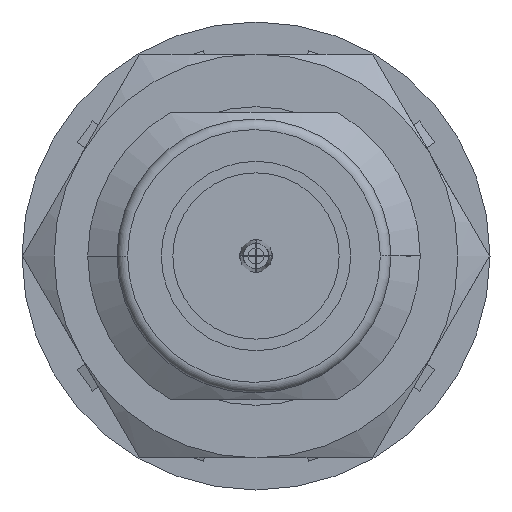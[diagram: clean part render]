
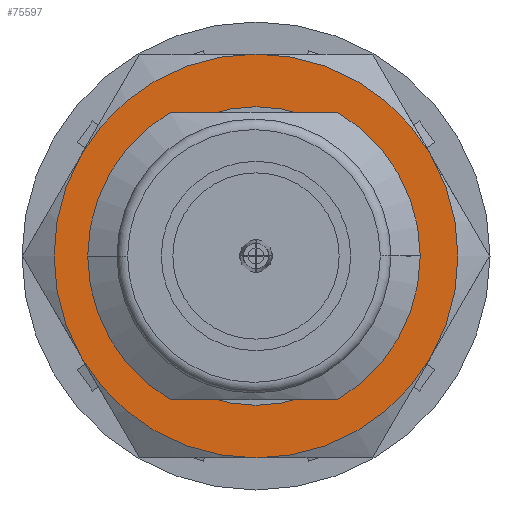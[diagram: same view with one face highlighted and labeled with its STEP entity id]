
A CAD part, left-side view. The second image highlights one B-rep face of the part: STEP entity #75597.
In plain terms, the highlighted planar face has unit normal (-1, 0, 0).
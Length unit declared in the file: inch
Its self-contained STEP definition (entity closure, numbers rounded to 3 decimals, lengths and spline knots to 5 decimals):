
#1138 = CIRCLE ( 'NONE', #4958, 0.37963 ) ;
#1661 = CARTESIAN_POINT ( 'NONE',  ( -0.10167, 0.28063, 0. ) ) ;
#4958 = AXIS2_PLACEMENT_3D ( 'NONE', #91503, #91171, #90494 ) ;
#5101 = CARTESIAN_POINT ( 'NONE',  ( -0.10167, -0.32877, -0.18982 ) ) ;
#6086 = ORIENTED_EDGE ( 'NONE', *, *, #43664, .T. ) ;
#7271 = VERTEX_POINT ( 'NONE', #46000 ) ;
#10548 = DIRECTION ( 'NONE',  ( 0., 0., 1. ) ) ;
#11021 = EDGE_CURVE ( 'NONE', #20412, #28817, #1138, .T. ) ;
#14707 = CARTESIAN_POINT ( 'NONE',  ( -0.10167, 0., -0.37963 ) ) ;
#16203 = AXIS2_PLACEMENT_3D ( 'NONE', #87516, #71782, #54185 ) ;
#18128 = DIRECTION ( 'NONE',  ( -1., 0., 0. ) ) ;
#19693 = CARTESIAN_POINT ( 'NONE',  ( -0.10167, 0., 0. ) ) ;
#19842 = EDGE_CURVE ( 'NONE', #7271, #50447, #71694, .T. ) ;
#20239 = CARTESIAN_POINT ( 'NONE',  ( -0.10167, 0., -0.28063 ) ) ;
#20412 = VERTEX_POINT ( 'NONE', #5101 ) ;
#21752 = VERTEX_POINT ( 'NONE', #93837 ) ;
#22574 = AXIS2_PLACEMENT_3D ( 'NONE', #1661, #18128, #10548 ) ;
#23597 = VERTEX_POINT ( 'NONE', #53145 ) ;
#24446 = ORIENTED_EDGE ( 'NONE', *, *, #31544, .T. ) ;
#25169 = EDGE_LOOP ( 'NONE', ( #54651, #85718 ) ) ;
#25263 = AXIS2_PLACEMENT_3D ( 'NONE', #54669, #70217, #101384 ) ;
#26370 = PLANE ( 'NONE',  #22574 ) ;
#28817 = VERTEX_POINT ( 'NONE', #41946 ) ;
#31139 = DIRECTION ( 'NONE',  ( 0., 0., -1. ) ) ;
#31544 = EDGE_CURVE ( 'NONE', #93314, #20412, #92880, .T. ) ;
#31913 = CIRCLE ( 'NONE', #25263, 0.37963 ) ;
#34784 = AXIS2_PLACEMENT_3D ( 'NONE', #78596, #54481, #71034 ) ;
#36287 = EDGE_LOOP ( 'NONE', ( #84308, #64573, #6086, #41180, #24446, #44049 ) ) ;
#37641 = DIRECTION ( 'NONE',  ( 0., 0., 1. ) ) ;
#38638 = CIRCLE ( 'NONE', #45320, 0.37963 ) ;
#41180 = ORIENTED_EDGE ( 'NONE', *, *, #60965, .T. ) ;
#41946 = CARTESIAN_POINT ( 'NONE',  ( -0.10167, -0.32877, 0.18982 ) ) ;
#43664 = EDGE_CURVE ( 'NONE', #21752, #89355, #78491, .T. ) ;
#44049 = ORIENTED_EDGE ( 'NONE', *, *, #11021, .T. ) ;
#45320 = AXIS2_PLACEMENT_3D ( 'NONE', #100483, #75505, #37641 ) ;
#46000 = CARTESIAN_POINT ( 'NONE',  ( -0.10167, 0., 0.28063 ) ) ;
#47747 = FACE_OUTER_BOUND ( 'NONE', #36287, .T. ) ;
#50053 = CIRCLE ( 'NONE', #16203, 0.28063 ) ;
#50447 = VERTEX_POINT ( 'NONE', #20239 ) ;
#53145 = CARTESIAN_POINT ( 'NONE',  ( -0.10167, 0., 0.37963 ) ) ;
#54185 = DIRECTION ( 'NONE',  ( 0., 0., -1. ) ) ;
#54481 = DIRECTION ( 'NONE',  ( -1., 0., 0. ) ) ;
#54490 = DIRECTION ( 'NONE',  ( 1., 0., 0. ) ) ;
#54651 = ORIENTED_EDGE ( 'NONE', *, *, #77824, .T. ) ;
#54669 = CARTESIAN_POINT ( 'NONE',  ( -0.10167, 0., 0. ) ) ;
#55202 = FACE_BOUND ( 'NONE', #25169, .T. ) ;
#59881 = CIRCLE ( 'NONE', #87420, 0.37963 ) ;
#60965 = EDGE_CURVE ( 'NONE', #89355, #93314, #38638, .T. ) ;
#64573 = ORIENTED_EDGE ( 'NONE', *, *, #78203, .T. ) ;
#70217 = DIRECTION ( 'NONE',  ( -1., 0., 0. ) ) ;
#70560 = EDGE_CURVE ( 'NONE', #28817, #23597, #31913, .T. ) ;
#71034 = DIRECTION ( 'NONE',  ( 0., 0., 1. ) ) ;
#71694 = CIRCLE ( 'NONE', #83438, 0.28063 ) ;
#71782 = DIRECTION ( 'NONE',  ( 1., 0., 0. ) ) ;
#75505 = DIRECTION ( 'NONE',  ( -1., 0., 0. ) ) ;
#75597 = ADVANCED_FACE ( 'NONE', ( #55202, #47747 ), #26370, .T. ) ;
#77246 = CARTESIAN_POINT ( 'NONE',  ( -0.10167, 0., 0. ) ) ;
#77824 = EDGE_CURVE ( 'NONE', #50447, #7271, #50053, .T. ) ;
#78203 = EDGE_CURVE ( 'NONE', #23597, #21752, #59881, .T. ) ;
#78491 = CIRCLE ( 'NONE', #34784, 0.37963 ) ;
#78596 = CARTESIAN_POINT ( 'NONE',  ( -0.10167, 0., 0. ) ) ;
#81609 = DIRECTION ( 'NONE',  ( 0., 0., 1. ) ) ;
#83438 = AXIS2_PLACEMENT_3D ( 'NONE', #101538, #54490, #31139 ) ;
#84308 = ORIENTED_EDGE ( 'NONE', *, *, #70560, .T. ) ;
#85055 = DIRECTION ( 'NONE',  ( -1., 0., 0. ) ) ;
#85718 = ORIENTED_EDGE ( 'NONE', *, *, #19842, .T. ) ;
#87420 = AXIS2_PLACEMENT_3D ( 'NONE', #77246, #85055, #92967 ) ;
#87516 = CARTESIAN_POINT ( 'NONE',  ( -0.10167, 0., 0. ) ) ;
#88553 = CARTESIAN_POINT ( 'NONE',  ( -0.10167, 0.32877, -0.18982 ) ) ;
#89355 = VERTEX_POINT ( 'NONE', #88553 ) ;
#90494 = DIRECTION ( 'NONE',  ( 0., 0., 1. ) ) ;
#91171 = DIRECTION ( 'NONE',  ( -1., 0., 0. ) ) ;
#91503 = CARTESIAN_POINT ( 'NONE',  ( -0.10167, 0., 0. ) ) ;
#92880 = CIRCLE ( 'NONE', #97930, 0.37963 ) ;
#92967 = DIRECTION ( 'NONE',  ( 0., 0., 1. ) ) ;
#93314 = VERTEX_POINT ( 'NONE', #14707 ) ;
#93837 = CARTESIAN_POINT ( 'NONE',  ( -0.10167, 0.32877, 0.18982 ) ) ;
#97363 = DIRECTION ( 'NONE',  ( -1., 0., 0. ) ) ;
#97930 = AXIS2_PLACEMENT_3D ( 'NONE', #19693, #97363, #81609 ) ;
#100483 = CARTESIAN_POINT ( 'NONE',  ( -0.10167, 0., 0. ) ) ;
#101384 = DIRECTION ( 'NONE',  ( 0., 0., 1. ) ) ;
#101538 = CARTESIAN_POINT ( 'NONE',  ( -0.10167, 0., 0. ) ) ;
